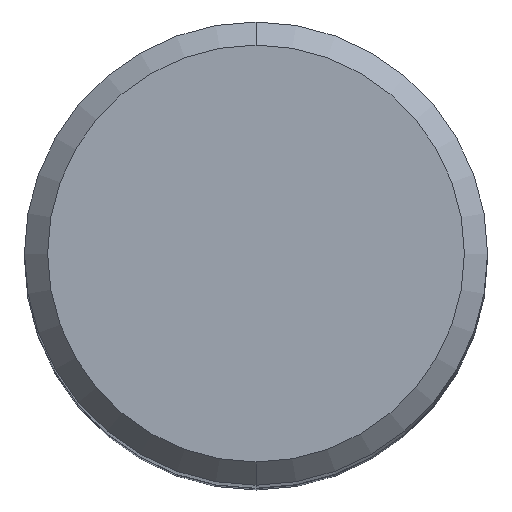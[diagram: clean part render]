
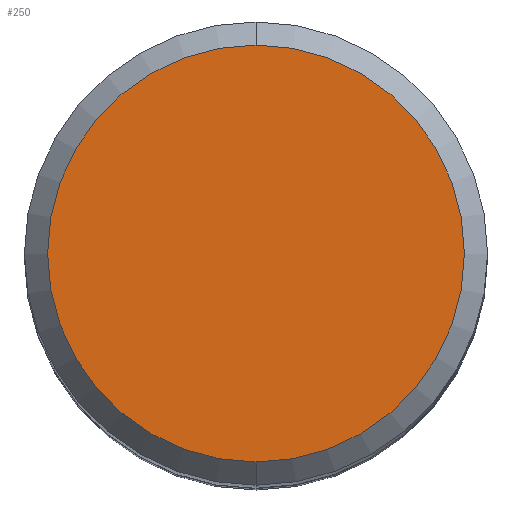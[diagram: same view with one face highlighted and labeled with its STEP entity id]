
A CAD part, top view. The second image highlights one B-rep face of the part: STEP entity #250.
In plain terms, the highlighted planar face has unit normal (0, 0, 1).
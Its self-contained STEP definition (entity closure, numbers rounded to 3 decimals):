
#122=EDGE_CURVE('',#282,#264,#312,.T.);
#236=EDGE_CURVE('',#264,#282,#441,.T.);
#250=ADVANCED_FACE('',(#459),#460,.T.);
#264=VERTEX_POINT('',#476);
#282=VERTEX_POINT('',#495);
#312=CIRCLE('',#518,7.2);
#441=CIRCLE('',#683,7.2);
#459=FACE_OUTER_BOUND('',#703,.T.);
#460=PLANE('',#704);
#476=CARTESIAN_POINT('',(0.,-7.2,0.01));
#495=CARTESIAN_POINT('',(0.0,7.2,0.01));
#518=AXIS2_PLACEMENT_3D('',#763,#764,#765);
#683=AXIS2_PLACEMENT_3D('',#922,#923,#924);
#703=EDGE_LOOP('',(#963,#964));
#704=AXIS2_PLACEMENT_3D('',#965,#966,#967);
#763=CARTESIAN_POINT('',(0.0,0.0,0.01));
#764=DIRECTION('',(0.0,0.0,-1.0));
#765=DIRECTION('',(0.0,1.0,0.0));
#922=CARTESIAN_POINT('',(0.0,0.0,0.01));
#923=DIRECTION('',(0.0,0.0,-1.0));
#924=DIRECTION('',(0.0,1.0,0.0));
#963=ORIENTED_EDGE('',*,*,#122,.F.);
#964=ORIENTED_EDGE('',*,*,#236,.F.);
#965=CARTESIAN_POINT('',(0.0,3.6,0.01));
#966=DIRECTION('',(-0.0,0.0,1.0));
#967=DIRECTION('',(0.0,-1.0,0.0));
